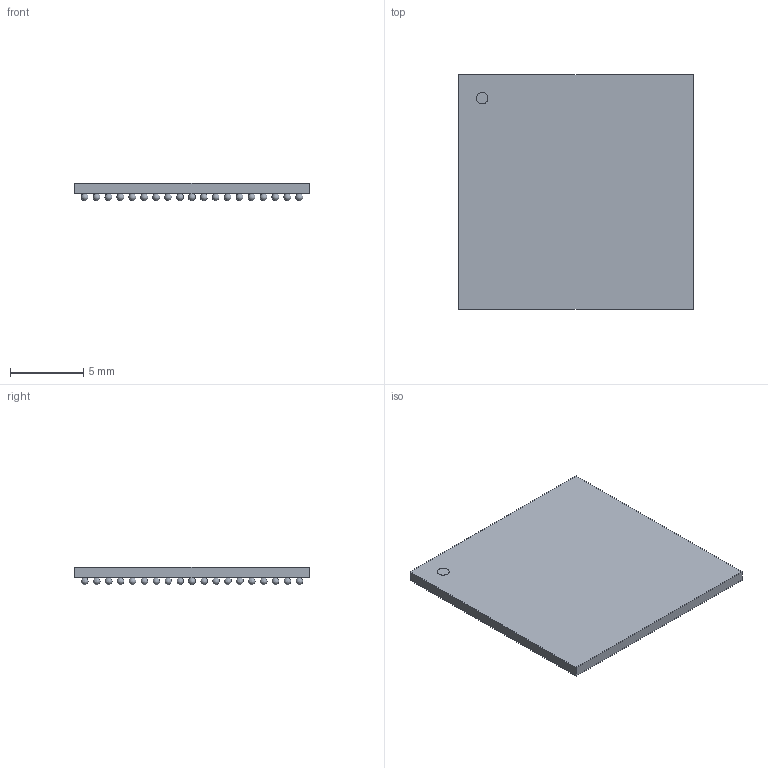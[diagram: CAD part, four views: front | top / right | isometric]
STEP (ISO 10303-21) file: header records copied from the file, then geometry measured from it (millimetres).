
FILE_DESCRIPTION(('STEP AP214'),'1');
FILE_NAME('TFBGA361_16X16_MCH-L','2020-10-16T23:39:15',(''),(''),'','','');
FILE_SCHEMA(('AUTOMOTIVE_DESIGN'));
Length unit declared in the file: millimetre
Products named in the file (1): product
Bounding box: 16 x 16 x 1.2 mm (x, y, z)
Volume: 203.6 mm3; surface area: 822.9 mm2
Topology: 363 solids, 363 shells, 370 faces, 1098 edges, 732 vertices
Faces by surface type: sphere 361, plane 8, cylinder 1
Full cylindrical faces by diameter (mm): 0.8 x1
Entity records: 3505 total; most frequent: DIRECTION 760, CARTESIAN_POINT 384, AXIS2_PLACEMENT_3D 374, STYLED_ITEM 370, ADVANCED_FACE 370, MANIFOLD_SOLID_BREP 363, CLOSED_SHELL 363, SPHERICAL_SURFACE 361
